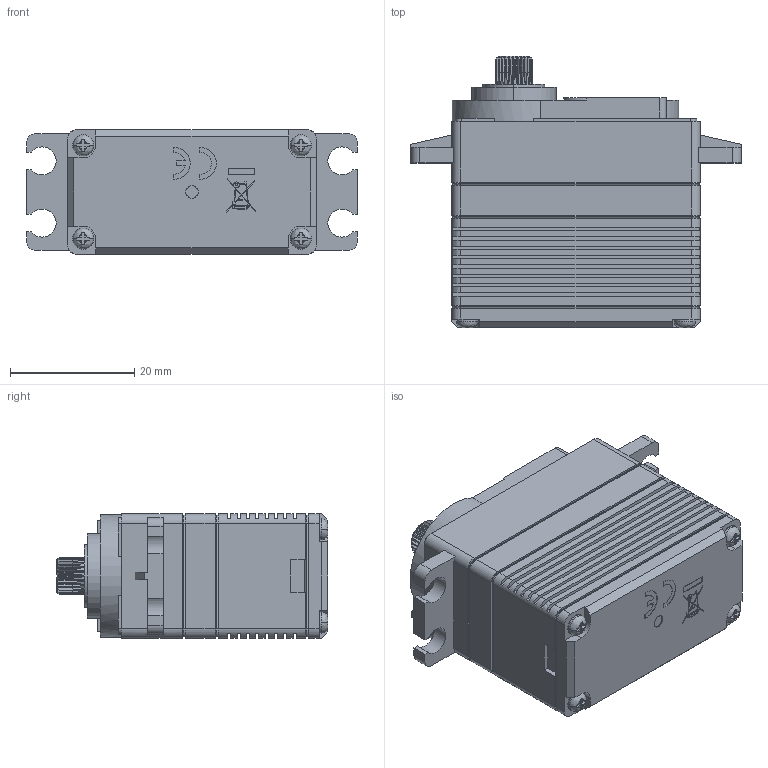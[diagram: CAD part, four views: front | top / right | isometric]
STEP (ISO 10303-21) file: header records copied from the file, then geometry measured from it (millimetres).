
FILE_DESCRIPTION((''),'2;1');
FILE_NAME('D954SW_ASM','2018-04-24T',('jaejin_'),(''),'CREO PARAMETRIC BY PTC INC, 2016050','CREO PARAMETRIC BY PTC INC, 2016050','');
FILE_SCHEMA(('CONFIG_CONTROL_DESIGN'));
Length unit declared in the file: millimetre
Products named in the file (8): 120101000359_HSC5998M; 120101000358_HSC5998T; 120101020043_HS8330HT; 120101000360_HSC5998L; 120212000417_HS8330SG4F; O-RING; 120201000037_18A_CPHT2_2XL30; D954SW_ASM
Assembly tree (12 placements, depth 2):
  D954SW_ASM
    120101000359_HSC5998M
    120101000358_HSC5998T
    120101020043_HS8330HT
    120101000360_HSC5998L
    120212000417_HS8330SG4F
    O-RING  x3
    120201000037_18A_CPHT2_2XL30  x4
Bounding box: 53.2 x 43.7 x 20 mm (x, y, z)
Volume: 29618.3 mm3; surface area: 14686 mm2
Topology: 12 solids, 12 shells, 1328 faces, 3640 edges, 2366 vertices
Faces by surface type: plane 821, cylinder 332, torus 65, cone 56, bspline 52, sphere 2
Entity records: 47004 total; most frequent: CARTESIAN_POINT 9802, ORIENTED_EDGE 5900, DIRECTION 5340, PRESENTATION_STYLE_ASSIGNMENT 3035, STYLED_ITEM 2981, CURVE_STYLE 2950, EDGE_CURVE 2950, VECTOR 2162
